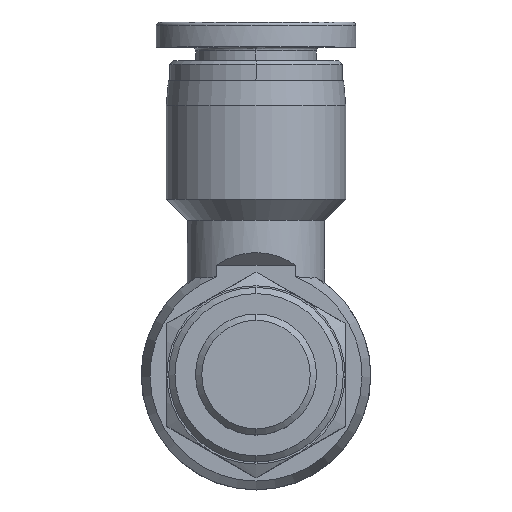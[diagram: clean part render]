
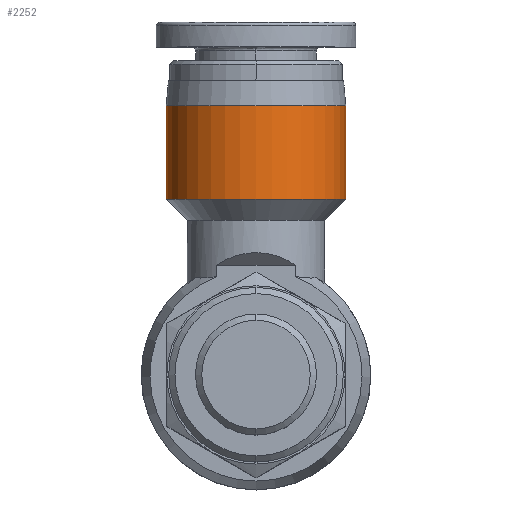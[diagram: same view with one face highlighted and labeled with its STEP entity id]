
A CAD part, top view. The second image highlights one B-rep face of the part: STEP entity #2252.
In plain terms, the highlighted cylindrical face has radius 7.2 mm (diameter 14.4 mm), a partial arc.
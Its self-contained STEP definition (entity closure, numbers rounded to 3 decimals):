
#2184=CARTESIAN_POINT('',(7.2,14.1,2.85));
#2185=VERTEX_POINT('',#2184);
#2194=CARTESIAN_POINT('',(-7.2,14.1,2.85));
#2195=VERTEX_POINT('',#2194);
#2196=CARTESIAN_POINT('',(0.,14.1,2.85));
#2197=DIRECTION('',(0.0,-1.0,0.0));
#2198=DIRECTION('',(1.0,0.0,0.0));
#2199=AXIS2_PLACEMENT_3D('',#2196,#2197,#2198);
#2200=CIRCLE('',#2199,7.2);
#2201=EDGE_CURVE('',#2185,#2195,#2200,.T.);
#2221=CARTESIAN_POINT('',(0.,14.1,2.85));
#2222=DIRECTION('',(0.0,1.0,0.));
#2223=DIRECTION('',(1.0,0.0,0.0));
#2224=AXIS2_PLACEMENT_3D('',#2221,#2222,#2223);
#2225=CYLINDRICAL_SURFACE('',#2224,7.2);
#2226=CARTESIAN_POINT('',(7.2,21.6,2.85));
#2227=VERTEX_POINT('',#2226);
#2228=CARTESIAN_POINT('',(7.2,21.6,2.85));
#2229=DIRECTION('',(0.0,-1.0,0.0));
#2230=VECTOR('',#2229,7.5);
#2231=LINE('',#2228,#2230);
#2232=EDGE_CURVE('',#2227,#2185,#2231,.T.);
#2233=ORIENTED_EDGE('',*,*,#2232,.F.);
#2234=CARTESIAN_POINT('',(-7.2,21.6,2.85));
#2235=VERTEX_POINT('',#2234);
#2236=CARTESIAN_POINT('',(0.,21.6,2.85));
#2237=DIRECTION('',(0.0,1.0,0.0));
#2238=DIRECTION('',(-1.0,0.0,0.0));
#2239=AXIS2_PLACEMENT_3D('',#2236,#2237,#2238);
#2240=CIRCLE('',#2239,7.2);
#2241=EDGE_CURVE('',#2235,#2227,#2240,.T.);
#2242=ORIENTED_EDGE('',*,*,#2241,.F.);
#2243=CARTESIAN_POINT('',(-7.2,21.6,2.85));
#2244=DIRECTION('',(0.0,-1.0,0.0));
#2245=VECTOR('',#2244,7.5);
#2246=LINE('',#2243,#2245);
#2247=EDGE_CURVE('',#2235,#2195,#2246,.T.);
#2248=ORIENTED_EDGE('',*,*,#2247,.T.);
#2249=ORIENTED_EDGE('',*,*,#2201,.F.);
#2250=EDGE_LOOP('',(#2233,#2242,#2248,#2249));
#2251=FACE_OUTER_BOUND('',#2250,.T.);
#2252=ADVANCED_FACE('',(#2251),#2225,.T.);
